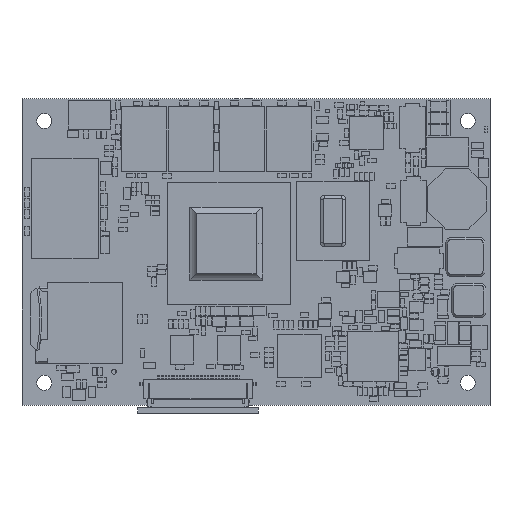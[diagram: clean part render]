
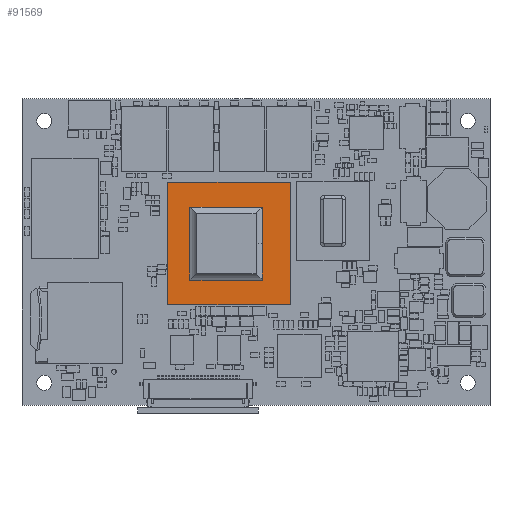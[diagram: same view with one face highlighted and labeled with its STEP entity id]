
A CAD part, top view. The second image highlights one B-rep face of the part: STEP entity #91569.
In plain terms, the highlighted planar face has unit normal (0, 0, 1).
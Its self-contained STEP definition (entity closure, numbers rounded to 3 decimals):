
#32033 = EDGE_CURVE ( 'NONE', #91609, #91657, #247061, .T. ) ;
#43850 = ORIENTED_EDGE ( 'NONE', *, *, #83438, .T. ) ;
#83438 = EDGE_CURVE ( 'NONE', #190223, #91609, #293656, .T. ) ;
#90504 = EDGE_CURVE ( 'NONE', #91657, #189949, #100514, .T. ) ;
#91422 = EDGE_CURVE ( 'NONE', #91664, #91660, #104049, .T. ) ;
#91424 = VERTEX_POINT ( 'NONE', #104260 ) ;
#91542 = EDGE_LOOP ( 'NONE', ( #91600, #190718, #91573, #189980, #91577 ) ) ;
#91547 = EDGE_CURVE ( 'NONE', #91623, #91664, #105017, .T. ) ;
#91551 = ORIENTED_EDGE ( 'NONE', *, *, #90504, .T. ) ;
#91569 = ADVANCED_FACE ( 'NONE', ( #104949, #104873 ), #104965, .F. ) ;
#91573 = ORIENTED_EDGE ( 'NONE', *, *, #91622, .T. ) ;
#91574 = EDGE_CURVE ( 'NONE', #91424, #91626, #105116, .T. ) ;
#91577 = ORIENTED_EDGE ( 'NONE', *, *, #91605, .T. ) ;
#91600 = ORIENTED_EDGE ( 'NONE', *, *, #91547, .T. ) ;
#91605 = EDGE_CURVE ( 'NONE', #91626, #91623, #105238, .T. ) ;
#91606 = EDGE_CURVE ( 'NONE', #189949, #190223, #105400, .T. ) ;
#91609 = VERTEX_POINT ( 'NONE', #105397 ) ;
#91622 = EDGE_CURVE ( 'NONE', #91660, #91424, #105328, .T. ) ;
#91623 = VERTEX_POINT ( 'NONE', #105344 ) ;
#91626 = VERTEX_POINT ( 'NONE', #105367 ) ;
#91657 = VERTEX_POINT ( 'NONE', #105311 ) ;
#91660 = VERTEX_POINT ( 'NONE', #105309 ) ;
#91664 = VERTEX_POINT ( 'NONE', #105306 ) ;
#100479 = DIRECTION ( 'NONE',  ( -1., 0., 0. ) ) ;
#100480 = VECTOR ( 'NONE', #100479, 1000. ) ;
#100512 = CARTESIAN_POINT ( 'NONE',  ( 48.164, 39.98, 2.912 ) ) ;
#100514 = LINE ( 'NONE', #100512, #100480 ) ;
#104040 = VECTOR ( 'NONE', #104263, 1000. ) ;
#104044 = CARTESIAN_POINT ( 'NONE',  ( 30.14, 28.98, 2.912 ) ) ;
#104049 = LINE ( 'NONE', #104044, #104040 ) ;
#104260 = CARTESIAN_POINT ( 'NONE',  ( 43.148, 35.514, 2.912 ) ) ;
#104263 = DIRECTION ( 'NONE',  ( 0., 1., 0. ) ) ;
#104873 = FACE_OUTER_BOUND ( 'NONE', #190108, .T. ) ;
#104877 = AXIS2_PLACEMENT_3D ( 'NONE', #105114, #105112, #105108 ) ;
#104936 = CARTESIAN_POINT ( 'NONE',  ( 43.148, 32.247, 2.912 ) ) ;
#104949 = FACE_BOUND ( 'NONE', #91542, .T. ) ;
#104959 = DIRECTION ( 'NONE',  ( -1., 0., 0. ) ) ;
#104961 = VECTOR ( 'NONE', #104959, 1000. ) ;
#104965 = PLANE ( 'NONE',  #104877 ) ;
#105016 = CARTESIAN_POINT ( 'NONE',  ( 36.644, 22.446, 2.912 ) ) ;
#105017 = LINE ( 'NONE', #105016, #104961 ) ;
#105094 = DIRECTION ( 'NONE',  ( 0., -1., 0. ) ) ;
#105095 = VECTOR ( 'NONE', #105094, 1000. ) ;
#105108 = DIRECTION ( 'NONE',  ( 1., 0., 0. ) ) ;
#105112 = DIRECTION ( 'NONE',  ( 0., 0., -1. ) ) ;
#105114 = CARTESIAN_POINT ( 'NONE',  ( 26.164, 17.98, 2.912 ) ) ;
#105116 = LINE ( 'NONE', #104936, #105095 ) ;
#105193 = DIRECTION ( 'NONE',  ( 0., -1., 0. ) ) ;
#105229 = VECTOR ( 'NONE', #105193, 1000. ) ;
#105238 = LINE ( 'NONE', #105254, #105229 ) ;
#105254 = CARTESIAN_POINT ( 'NONE',  ( 43.148, 25.713, 2.912 ) ) ;
#105306 = CARTESIAN_POINT ( 'NONE',  ( 30.14, 22.446, 2.912 ) ) ;
#105309 = CARTESIAN_POINT ( 'NONE',  ( 30.14, 35.514, 2.912 ) ) ;
#105311 = CARTESIAN_POINT ( 'NONE',  ( 48.164, 39.98, 2.912 ) ) ;
#105322 = DIRECTION ( 'NONE',  ( 1., 0., 0. ) ) ;
#105323 = VECTOR ( 'NONE', #105322, 1000. ) ;
#105326 = CARTESIAN_POINT ( 'NONE',  ( 36.644, 35.514, 2.912 ) ) ;
#105328 = LINE ( 'NONE', #105326, #105323 ) ;
#105344 = CARTESIAN_POINT ( 'NONE',  ( 43.148, 22.446, 2.912 ) ) ;
#105367 = CARTESIAN_POINT ( 'NONE',  ( 43.148, 28.98, 2.912 ) ) ;
#105388 = DIRECTION ( 'NONE',  ( 0., -1., 0. ) ) ;
#105390 = VECTOR ( 'NONE', #105388, 1000. ) ;
#105397 = CARTESIAN_POINT ( 'NONE',  ( 48.164, 17.98, 2.912 ) ) ;
#105398 = CARTESIAN_POINT ( 'NONE',  ( 26.164, 39.98, 2.912 ) ) ;
#105400 = LINE ( 'NONE', #105398, #105390 ) ;
#188905 = ORIENTED_EDGE ( 'NONE', *, *, #32033, .T. ) ;
#189863 = ORIENTED_EDGE ( 'NONE', *, *, #91606, .T. ) ;
#189949 = VERTEX_POINT ( 'NONE', #262519 ) ;
#189980 = ORIENTED_EDGE ( 'NONE', *, *, #91574, .T. ) ;
#190108 = EDGE_LOOP ( 'NONE', ( #189863, #43850, #188905, #91551 ) ) ;
#190223 = VERTEX_POINT ( 'NONE', #263447 ) ;
#190718 = ORIENTED_EDGE ( 'NONE', *, *, #91422, .T. ) ;
#247060 = CARTESIAN_POINT ( 'NONE',  ( 48.164, 39.98, 2.912 ) ) ;
#247061 = LINE ( 'NONE', #247060, #247161 ) ;
#247161 = VECTOR ( 'NONE', #247240, 1000. ) ;
#247240 = DIRECTION ( 'NONE',  ( 0., 1., 0. ) ) ;
#262519 = CARTESIAN_POINT ( 'NONE',  ( 26.164, 39.98, 2.912 ) ) ;
#263447 = CARTESIAN_POINT ( 'NONE',  ( 26.164, 17.98, 2.912 ) ) ;
#293650 = DIRECTION ( 'NONE',  ( 1., 0., 0. ) ) ;
#293652 = VECTOR ( 'NONE', #293650, 1000. ) ;
#293653 = CARTESIAN_POINT ( 'NONE',  ( 48.164, 17.98, 2.912 ) ) ;
#293656 = LINE ( 'NONE', #293653, #293652 ) ;
